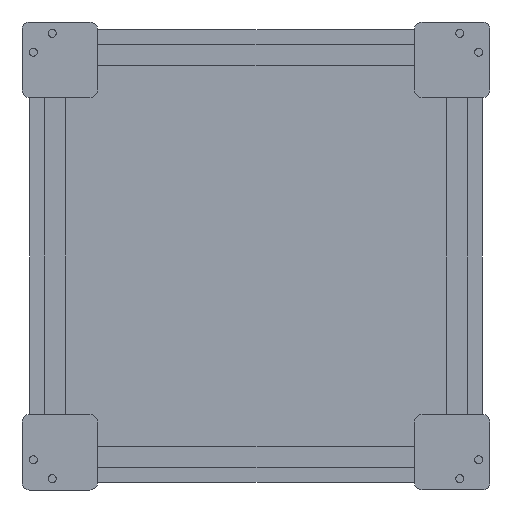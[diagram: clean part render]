
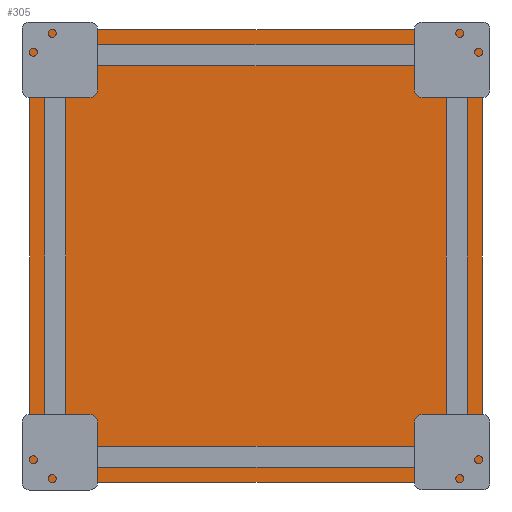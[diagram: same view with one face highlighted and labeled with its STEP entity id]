
A CAD part, front view. The second image highlights one B-rep face of the part: STEP entity #305.
In plain terms, the highlighted planar face has unit normal (0, -1, 0).
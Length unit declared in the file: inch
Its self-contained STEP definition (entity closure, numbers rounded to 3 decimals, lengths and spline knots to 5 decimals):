
#31 = CARTESIAN_POINT ( 'NONE',  ( 14., 0., -15. ) ) ;
#65 = EDGE_CURVE ( 'NONE', #1218, #832, #1120, .T. ) ;
#117 = VERTEX_POINT ( 'NONE', #1086 ) ;
#132 = EDGE_CURVE ( 'NONE', #1192, #832, #1367, .T. ) ;
#189 = LINE ( 'NONE', #412, #695 ) ;
#192 = EDGE_CURVE ( 'NONE', #1218, #1015, #226, .T. ) ;
#226 = LINE ( 'NONE', #773, #1172 ) ;
#230 = ORIENTED_EDGE ( 'NONE', *, *, #65, .T. ) ;
#235 = CIRCLE ( 'NONE', #1404, 1. ) ;
#256 = CARTESIAN_POINT ( 'NONE',  ( 14., 0., -14. ) ) ;
#305 = ADVANCED_FACE ( 'NONE', ( #687 ), #1670, .F. ) ;
#322 = VECTOR ( 'NONE', #949, 39.37008 ) ;
#325 = CARTESIAN_POINT ( 'NONE',  ( -14., 0., 14. ) ) ;
#335 = DIRECTION ( 'NONE',  ( 0., 0., 1. ) ) ;
#373 = ORIENTED_EDGE ( 'NONE', *, *, #1277, .T. ) ;
#376 = DIRECTION ( 'NONE',  ( 0., -1., 0. ) ) ;
#389 = CARTESIAN_POINT ( 'NONE',  ( 15., 0., 15. ) ) ;
#412 = CARTESIAN_POINT ( 'NONE',  ( 15., 0., 15. ) ) ;
#414 = EDGE_CURVE ( 'NONE', #1192, #117, #235, .T. ) ;
#428 = CARTESIAN_POINT ( 'NONE',  ( 0., 0., 0. ) ) ;
#538 = DIRECTION ( 'NONE',  ( 1., 0., 0. ) ) ;
#556 = AXIS2_PLACEMENT_3D ( 'NONE', #1168, #714, #1712 ) ;
#606 = AXIS2_PLACEMENT_3D ( 'NONE', #325, #1574, #335 ) ;
#669 = ORIENTED_EDGE ( 'NONE', *, *, #1526, .F. ) ;
#674 = LINE ( 'NONE', #1759, #1291 ) ;
#687 = FACE_OUTER_BOUND ( 'NONE', #778, .T. ) ;
#695 = VECTOR ( 'NONE', #538, 39.37008 ) ;
#714 = DIRECTION ( 'NONE',  ( 0., -1., 0. ) ) ;
#726 = EDGE_CURVE ( 'NONE', #1065, #1727, #674, .T. ) ;
#754 = ORIENTED_EDGE ( 'NONE', *, *, #414, .T. ) ;
#773 = CARTESIAN_POINT ( 'NONE',  ( 15., 0., -15. ) ) ;
#778 = EDGE_LOOP ( 'NONE', ( #1337, #230, #1283, #754, #669, #373, #1700, #1203 ) ) ;
#832 = VERTEX_POINT ( 'NONE', #1057 ) ;
#920 = VERTEX_POINT ( 'NONE', #1073 ) ;
#949 = DIRECTION ( 'NONE',  ( 0., 0., -1. ) ) ;
#1015 = VERTEX_POINT ( 'NONE', #1638 ) ;
#1057 = CARTESIAN_POINT ( 'NONE',  ( 15., 0., -14. ) ) ;
#1065 = VERTEX_POINT ( 'NONE', #1650 ) ;
#1073 = CARTESIAN_POINT ( 'NONE',  ( -14., 0., 15. ) ) ;
#1086 = CARTESIAN_POINT ( 'NONE',  ( 14., 0., 15. ) ) ;
#1120 = CIRCLE ( 'NONE', #1450, 1. ) ;
#1168 = CARTESIAN_POINT ( 'NONE',  ( -14., 0., -14. ) ) ;
#1172 = VECTOR ( 'NONE', #1616, 39.37008 ) ;
#1180 = DIRECTION ( 'NONE',  ( 0., 0., 1. ) ) ;
#1192 = VERTEX_POINT ( 'NONE', #1580 ) ;
#1193 = DIRECTION ( 'NONE',  ( 0., 0., 1. ) ) ;
#1195 = EDGE_CURVE ( 'NONE', #1065, #1015, #1377, .T. ) ;
#1203 = ORIENTED_EDGE ( 'NONE', *, *, #1195, .T. ) ;
#1218 = VERTEX_POINT ( 'NONE', #31 ) ;
#1275 = CARTESIAN_POINT ( 'NONE',  ( -15., 0., 14. ) ) ;
#1277 = EDGE_CURVE ( 'NONE', #920, #1727, #1480, .T. ) ;
#1283 = ORIENTED_EDGE ( 'NONE', *, *, #132, .F. ) ;
#1291 = VECTOR ( 'NONE', #1180, 39.37008 ) ;
#1337 = ORIENTED_EDGE ( 'NONE', *, *, #192, .F. ) ;
#1367 = LINE ( 'NONE', #389, #322 ) ;
#1377 = CIRCLE ( 'NONE', #556, 1. ) ;
#1404 = AXIS2_PLACEMENT_3D ( 'NONE', #1756, #376, #1193 ) ;
#1415 = DIRECTION ( 'NONE',  ( 0., 1., 0. ) ) ;
#1450 = AXIS2_PLACEMENT_3D ( 'NONE', #256, #1758, #1608 ) ;
#1480 = CIRCLE ( 'NONE', #606, 1. ) ;
#1526 = EDGE_CURVE ( 'NONE', #920, #117, #189, .T. ) ;
#1554 = DIRECTION ( 'NONE',  ( 0., 0., 1. ) ) ;
#1574 = DIRECTION ( 'NONE',  ( 0., -1., 0. ) ) ;
#1580 = CARTESIAN_POINT ( 'NONE',  ( 15., 0., 14. ) ) ;
#1592 = AXIS2_PLACEMENT_3D ( 'NONE', #428, #1415, #1554 ) ;
#1608 = DIRECTION ( 'NONE',  ( 0., 0., 1. ) ) ;
#1616 = DIRECTION ( 'NONE',  ( -1., 0., 0. ) ) ;
#1638 = CARTESIAN_POINT ( 'NONE',  ( -14., 0., -15. ) ) ;
#1650 = CARTESIAN_POINT ( 'NONE',  ( -15., 0., -14. ) ) ;
#1670 = PLANE ( 'NONE',  #1592 ) ;
#1700 = ORIENTED_EDGE ( 'NONE', *, *, #726, .F. ) ;
#1712 = DIRECTION ( 'NONE',  ( 0., 0., 1. ) ) ;
#1727 = VERTEX_POINT ( 'NONE', #1275 ) ;
#1756 = CARTESIAN_POINT ( 'NONE',  ( 14., 0., 14. ) ) ;
#1758 = DIRECTION ( 'NONE',  ( 0., -1., 0. ) ) ;
#1759 = CARTESIAN_POINT ( 'NONE',  ( -15., 0., 15. ) ) ;
